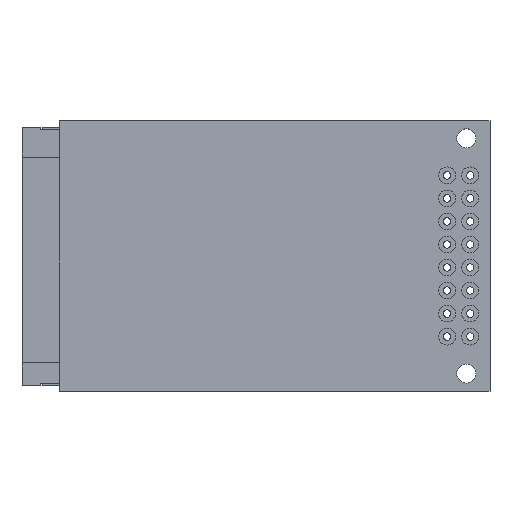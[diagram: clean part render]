
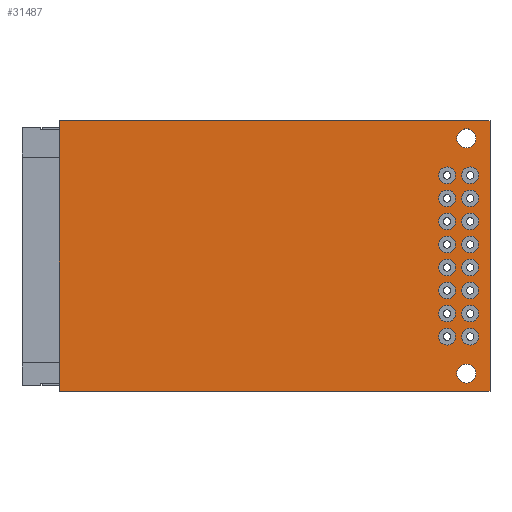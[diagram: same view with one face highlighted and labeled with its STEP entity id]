
A CAD part, top view. The second image highlights one B-rep face of the part: STEP entity #31487.
In plain terms, the highlighted planar face has unit normal (0, 0, 1).
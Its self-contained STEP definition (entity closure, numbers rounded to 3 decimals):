
#1550=PLANE('',#33101);
#2431=CIRCLE('',#33102,0.927);
#2432=CIRCLE('',#33103,0.927);
#2433=CIRCLE('',#33104,0.927);
#2434=CIRCLE('',#33105,0.927);
#2435=CIRCLE('',#33106,0.927);
#2436=CIRCLE('',#33107,0.927);
#2437=CIRCLE('',#33108,0.927);
#2438=CIRCLE('',#33109,0.927);
#2439=CIRCLE('',#33110,0.927);
#2440=CIRCLE('',#33111,0.927);
#2441=CIRCLE('',#33112,0.927);
#2442=CIRCLE('',#33113,0.927);
#2443=CIRCLE('',#33114,0.927);
#2444=CIRCLE('',#33115,0.927);
#2445=CIRCLE('',#33116,0.927);
#2446=CIRCLE('',#33117,0.927);
#2447=CIRCLE('',#33118,1.054);
#2448=CIRCLE('',#33119,1.054);
#5576=ORIENTED_EDGE('',*,*,#10812,.T.);
#5577=ORIENTED_EDGE('',*,*,#10813,.T.);
#5578=ORIENTED_EDGE('',*,*,#10814,.T.);
#5579=ORIENTED_EDGE('',*,*,#10815,.T.);
#5580=ORIENTED_EDGE('',*,*,#10816,.T.);
#5581=ORIENTED_EDGE('',*,*,#10817,.T.);
#5582=ORIENTED_EDGE('',*,*,#10818,.T.);
#5583=ORIENTED_EDGE('',*,*,#10819,.T.);
#5584=ORIENTED_EDGE('',*,*,#10820,.T.);
#5585=ORIENTED_EDGE('',*,*,#10821,.T.);
#5586=ORIENTED_EDGE('',*,*,#10822,.T.);
#5587=ORIENTED_EDGE('',*,*,#10823,.T.);
#5588=ORIENTED_EDGE('',*,*,#10824,.T.);
#5589=ORIENTED_EDGE('',*,*,#10825,.T.);
#5590=ORIENTED_EDGE('',*,*,#10826,.T.);
#5591=ORIENTED_EDGE('',*,*,#10827,.T.);
#5592=ORIENTED_EDGE('',*,*,#10828,.T.);
#5593=ORIENTED_EDGE('',*,*,#10829,.T.);
#5594=ORIENTED_EDGE('',*,*,#10805,.F.);
#5595=ORIENTED_EDGE('',*,*,#10811,.F.);
#5596=ORIENTED_EDGE('',*,*,#10809,.F.);
#5597=ORIENTED_EDGE('',*,*,#10807,.F.);
#10805=EDGE_CURVE('',#13651,#13652,#15807,.T.);
#10807=EDGE_CURVE('',#13652,#13653,#15809,.T.);
#10809=EDGE_CURVE('',#13653,#13654,#15811,.T.);
#10811=EDGE_CURVE('',#13654,#13651,#15813,.T.);
#10812=EDGE_CURVE('',#13655,#13655,#2431,.T.);
#10813=EDGE_CURVE('',#13656,#13656,#2432,.T.);
#10814=EDGE_CURVE('',#13657,#13657,#2433,.T.);
#10815=EDGE_CURVE('',#13658,#13658,#2434,.T.);
#10816=EDGE_CURVE('',#13659,#13659,#2435,.T.);
#10817=EDGE_CURVE('',#13660,#13660,#2436,.T.);
#10818=EDGE_CURVE('',#13661,#13661,#2437,.T.);
#10819=EDGE_CURVE('',#13662,#13662,#2438,.T.);
#10820=EDGE_CURVE('',#13663,#13663,#2439,.T.);
#10821=EDGE_CURVE('',#13664,#13664,#2440,.T.);
#10822=EDGE_CURVE('',#13665,#13665,#2441,.T.);
#10823=EDGE_CURVE('',#13666,#13666,#2442,.T.);
#10824=EDGE_CURVE('',#13667,#13667,#2443,.T.);
#10825=EDGE_CURVE('',#13668,#13668,#2444,.T.);
#10826=EDGE_CURVE('',#13669,#13669,#2445,.T.);
#10827=EDGE_CURVE('',#13670,#13670,#2446,.T.);
#10828=EDGE_CURVE('',#13671,#13671,#2447,.T.);
#10829=EDGE_CURVE('',#13672,#13672,#2448,.T.);
#13651=VERTEX_POINT('',#43965);
#13652=VERTEX_POINT('',#43967);
#13653=VERTEX_POINT('',#43971);
#13654=VERTEX_POINT('',#43975);
#13655=VERTEX_POINT('',#43981);
#13656=VERTEX_POINT('',#43983);
#13657=VERTEX_POINT('',#43985);
#13658=VERTEX_POINT('',#43987);
#13659=VERTEX_POINT('',#43989);
#13660=VERTEX_POINT('',#43991);
#13661=VERTEX_POINT('',#43993);
#13662=VERTEX_POINT('',#43995);
#13663=VERTEX_POINT('',#43997);
#13664=VERTEX_POINT('',#43999);
#13665=VERTEX_POINT('',#44001);
#13666=VERTEX_POINT('',#44003);
#13667=VERTEX_POINT('',#44005);
#13668=VERTEX_POINT('',#44007);
#13669=VERTEX_POINT('',#44009);
#13670=VERTEX_POINT('',#44011);
#13671=VERTEX_POINT('',#44013);
#13672=VERTEX_POINT('',#44015);
#15807=LINE('',#43966,#17839);
#15809=LINE('',#43970,#17841);
#15811=LINE('',#43974,#17843);
#15813=LINE('',#43978,#17845);
#17839=VECTOR('',#36517,1000.);
#17841=VECTOR('',#36521,1000.);
#17843=VECTOR('',#36525,1000.);
#17845=VECTOR('',#36529,1000.);
#19310=EDGE_LOOP('',(#5576));
#19311=EDGE_LOOP('',(#5577));
#19312=EDGE_LOOP('',(#5578));
#19313=EDGE_LOOP('',(#5579));
#19314=EDGE_LOOP('',(#5580));
#19315=EDGE_LOOP('',(#5581));
#19316=EDGE_LOOP('',(#5582));
#19317=EDGE_LOOP('',(#5583));
#19318=EDGE_LOOP('',(#5584));
#19319=EDGE_LOOP('',(#5585));
#19320=EDGE_LOOP('',(#5586));
#19321=EDGE_LOOP('',(#5587));
#19322=EDGE_LOOP('',(#5588));
#19323=EDGE_LOOP('',(#5589));
#19324=EDGE_LOOP('',(#5590));
#19325=EDGE_LOOP('',(#5591));
#19326=EDGE_LOOP('',(#5592));
#19327=EDGE_LOOP('',(#5593));
#19328=EDGE_LOOP('',(#5594,#5595,#5596,#5597));
#20917=FACE_BOUND('',#19310,.T.);
#20918=FACE_BOUND('',#19311,.T.);
#20919=FACE_BOUND('',#19312,.T.);
#20920=FACE_BOUND('',#19313,.T.);
#20921=FACE_BOUND('',#19314,.T.);
#20922=FACE_BOUND('',#19315,.T.);
#20923=FACE_BOUND('',#19316,.T.);
#20924=FACE_BOUND('',#19317,.T.);
#20925=FACE_BOUND('',#19318,.T.);
#20926=FACE_BOUND('',#19319,.T.);
#20927=FACE_BOUND('',#19320,.T.);
#20928=FACE_BOUND('',#19321,.T.);
#20929=FACE_BOUND('',#19322,.T.);
#20930=FACE_BOUND('',#19323,.T.);
#20931=FACE_BOUND('',#19324,.T.);
#20932=FACE_BOUND('',#19325,.T.);
#20933=FACE_BOUND('',#19326,.T.);
#20934=FACE_BOUND('',#19327,.T.);
#20935=FACE_BOUND('',#19328,.T.);
#31487=ADVANCED_FACE('',(#20917,#20918,#20919,#20920,#20921,#20922,#20923,
#20924,#20925,#20926,#20927,#20928,#20929,#20930,#20931,#20932,#20933,#20934,
#20935),#1550,.F.);
#33101=AXIS2_PLACEMENT_3D('',#43979,#36530,#36531);
#33102=AXIS2_PLACEMENT_3D('',#43980,#36532,#36533);
#33103=AXIS2_PLACEMENT_3D('',#43982,#36534,#36535);
#33104=AXIS2_PLACEMENT_3D('',#43984,#36536,#36537);
#33105=AXIS2_PLACEMENT_3D('',#43986,#36538,#36539);
#33106=AXIS2_PLACEMENT_3D('',#43988,#36540,#36541);
#33107=AXIS2_PLACEMENT_3D('',#43990,#36542,#36543);
#33108=AXIS2_PLACEMENT_3D('',#43992,#36544,#36545);
#33109=AXIS2_PLACEMENT_3D('',#43994,#36546,#36547);
#33110=AXIS2_PLACEMENT_3D('',#43996,#36548,#36549);
#33111=AXIS2_PLACEMENT_3D('',#43998,#36550,#36551);
#33112=AXIS2_PLACEMENT_3D('',#44000,#36552,#36553);
#33113=AXIS2_PLACEMENT_3D('',#44002,#36554,#36555);
#33114=AXIS2_PLACEMENT_3D('',#44004,#36556,#36557);
#33115=AXIS2_PLACEMENT_3D('',#44006,#36558,#36559);
#33116=AXIS2_PLACEMENT_3D('',#44008,#36560,#36561);
#33117=AXIS2_PLACEMENT_3D('',#44010,#36562,#36563);
#33118=AXIS2_PLACEMENT_3D('',#44012,#36564,#36565);
#33119=AXIS2_PLACEMENT_3D('',#44014,#36566,#36567);
#36517=DIRECTION('',(0.,1.,0.));
#36521=DIRECTION('',(1.,0.,0.));
#36525=DIRECTION('',(0.,-1.,0.));
#36529=DIRECTION('',(-1.,0.,0.));
#36530=DIRECTION('',(0.,0.,-1.));
#36531=DIRECTION('',(-1.,0.,0.));
#36532=DIRECTION('',(0.,0.,-1.));
#36533=DIRECTION('',(-1.,0.,0.));
#36534=DIRECTION('',(0.,0.,-1.));
#36535=DIRECTION('',(-1.,0.,0.));
#36536=DIRECTION('',(0.,0.,-1.));
#36537=DIRECTION('',(-1.,0.,0.));
#36538=DIRECTION('',(0.,0.,-1.));
#36539=DIRECTION('',(-1.,0.,0.));
#36540=DIRECTION('',(0.,0.,-1.));
#36541=DIRECTION('',(-1.,0.,0.));
#36542=DIRECTION('',(0.,0.,-1.));
#36543=DIRECTION('',(-1.,0.,0.));
#36544=DIRECTION('',(0.,0.,-1.));
#36545=DIRECTION('',(-1.,0.,0.));
#36546=DIRECTION('',(0.,0.,-1.));
#36547=DIRECTION('',(-1.,0.,0.));
#36548=DIRECTION('',(0.,0.,-1.));
#36549=DIRECTION('',(-1.,0.,0.));
#36550=DIRECTION('',(0.,0.,-1.));
#36551=DIRECTION('',(-1.,0.,0.));
#36552=DIRECTION('',(0.,0.,-1.));
#36553=DIRECTION('',(-1.,0.,0.));
#36554=DIRECTION('',(0.,0.,-1.));
#36555=DIRECTION('',(-1.,0.,0.));
#36556=DIRECTION('',(0.,0.,-1.));
#36557=DIRECTION('',(-1.,0.,0.));
#36558=DIRECTION('',(0.,0.,-1.));
#36559=DIRECTION('',(-1.,0.,0.));
#36560=DIRECTION('',(0.,0.,-1.));
#36561=DIRECTION('',(-1.,0.,0.));
#36562=DIRECTION('',(0.,0.,-1.));
#36563=DIRECTION('',(-1.,0.,0.));
#36564=DIRECTION('',(0.,0.,-1.));
#36565=DIRECTION('',(1.,0.,0.));
#36566=DIRECTION('',(0.,0.,-1.));
#36567=DIRECTION('',(1.,0.,0.));
#43965=CARTESIAN_POINT('',(-23.762,-14.923,1.575));
#43966=CARTESIAN_POINT('',(-23.762,-14.923,1.575));
#43967=CARTESIAN_POINT('',(-23.762,14.923,1.575));
#43970=CARTESIAN_POINT('',(-23.762,14.923,1.575));
#43971=CARTESIAN_POINT('',(23.762,14.923,1.575));
#43974=CARTESIAN_POINT('',(23.762,14.923,1.575));
#43975=CARTESIAN_POINT('',(23.762,-14.923,1.575));
#43978=CARTESIAN_POINT('',(23.762,-14.923,1.575));
#43979=CARTESIAN_POINT('',(0.,0.,1.575));
#43980=CARTESIAN_POINT('',(19.037,8.89,1.575));
#43981=CARTESIAN_POINT('',(18.11,8.89,1.575));
#43982=CARTESIAN_POINT('',(21.577,8.89,1.575));
#43983=CARTESIAN_POINT('',(20.65,8.89,1.575));
#43984=CARTESIAN_POINT('',(19.037,6.35,1.575));
#43985=CARTESIAN_POINT('',(18.11,6.35,1.575));
#43986=CARTESIAN_POINT('',(21.577,6.35,1.575));
#43987=CARTESIAN_POINT('',(20.65,6.35,1.575));
#43988=CARTESIAN_POINT('',(19.037,3.81,1.575));
#43989=CARTESIAN_POINT('',(18.11,3.81,1.575));
#43990=CARTESIAN_POINT('',(21.577,3.81,1.575));
#43991=CARTESIAN_POINT('',(20.65,3.81,1.575));
#43992=CARTESIAN_POINT('',(19.037,1.27,1.575));
#43993=CARTESIAN_POINT('',(18.11,1.27,1.575));
#43994=CARTESIAN_POINT('',(21.577,1.27,1.575));
#43995=CARTESIAN_POINT('',(20.65,1.27,1.575));
#43996=CARTESIAN_POINT('',(19.037,-1.27,1.575));
#43997=CARTESIAN_POINT('',(18.11,-1.27,1.575));
#43998=CARTESIAN_POINT('',(21.577,-1.27,1.575));
#43999=CARTESIAN_POINT('',(20.65,-1.27,1.575));
#44000=CARTESIAN_POINT('',(21.577,-3.81,1.575));
#44001=CARTESIAN_POINT('',(20.65,-3.81,1.575));
#44002=CARTESIAN_POINT('',(19.037,-3.81,1.575));
#44003=CARTESIAN_POINT('',(18.11,-3.81,1.575));
#44004=CARTESIAN_POINT('',(21.577,-6.35,1.575));
#44005=CARTESIAN_POINT('',(20.65,-6.35,1.575));
#44006=CARTESIAN_POINT('',(19.037,-6.35,1.575));
#44007=CARTESIAN_POINT('',(18.11,-6.35,1.575));
#44008=CARTESIAN_POINT('',(19.037,-8.89,1.575));
#44009=CARTESIAN_POINT('',(18.11,-8.89,1.575));
#44010=CARTESIAN_POINT('',(21.577,-8.89,1.575));
#44011=CARTESIAN_POINT('',(20.65,-8.89,1.575));
#44012=CARTESIAN_POINT('',(21.158,-12.967,1.575));
#44013=CARTESIAN_POINT('',(22.212,-12.967,1.575));
#44014=CARTESIAN_POINT('',(21.158,12.967,1.575));
#44015=CARTESIAN_POINT('',(22.212,12.967,1.575));
